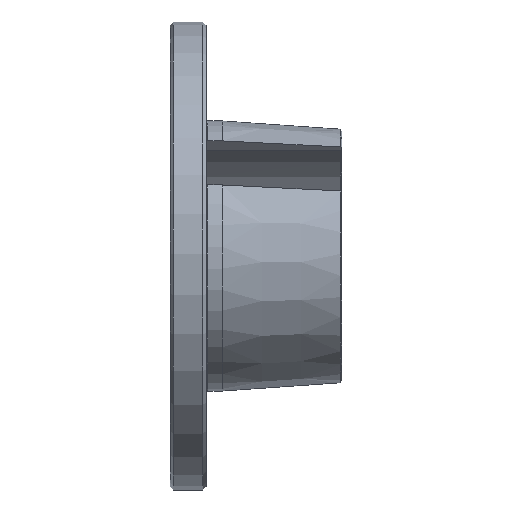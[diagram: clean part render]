
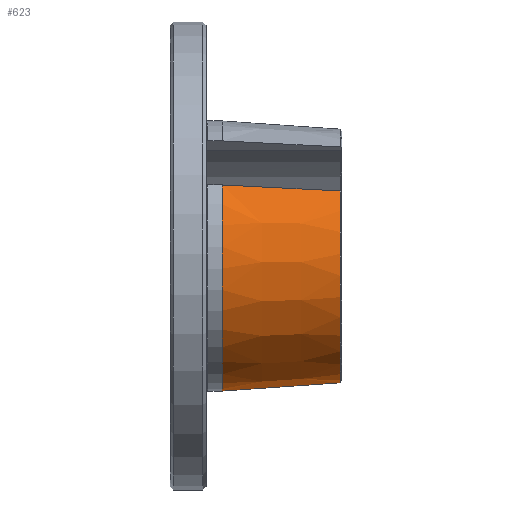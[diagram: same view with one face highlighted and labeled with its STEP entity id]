
A CAD part, top view. The second image highlights one B-rep face of the part: STEP entity #623.
In plain terms, the highlighted conical face has half-angle 4 degrees and reference radius 41.235 mm.
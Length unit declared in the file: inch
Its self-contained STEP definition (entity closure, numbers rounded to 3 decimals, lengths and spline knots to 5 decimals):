
#43 = VERTEX_POINT ( 'NONE', #149 ) ;
#149 = CARTESIAN_POINT ( 'NONE',  ( 2.04729, -1.52399, 0.0315 ) ) ;
#165 = VERTEX_POINT ( 'NONE', #2535 ) ;
#197 = EDGE_CURVE ( 'NONE', #43, #4466, #1892, .T. ) ;
#264 = ORIENTED_EDGE ( 'NONE', *, *, #2618, .T. ) ;
#416 = FACE_OUTER_BOUND ( 'NONE', #1383, .T. ) ;
#419 = ORIENTED_EDGE ( 'NONE', *, *, #2626, .F. ) ;
#623 = ADVANCED_FACE ( 'NONE', ( #416 ), #1327, .T. ) ;
#674 = CARTESIAN_POINT ( 'NONE',  ( 0.62992, -1.62312, 0.0315 ) ) ;
#941 = AXIS2_PLACEMENT_3D ( 'NONE', #4553, #4454, #4564 ) ;
#1045 = AXIS2_PLACEMENT_3D ( 'NONE', #1560, #4214, #2000 ) ;
#1327 = CONICAL_SURFACE ( 'NONE', #941, 1.62343, 0.07 ) ;
#1382 = AXIS2_PLACEMENT_3D ( 'NONE', #4013, #1748, #4345 ) ;
#1383 = EDGE_LOOP ( 'NONE', ( #1594, #3243, #419, #264 ) ) ;
#1560 = CARTESIAN_POINT ( 'NONE',  ( 0.62992, 0., 0. ) ) ;
#1594 = ORIENTED_EDGE ( 'NONE', *, *, #197, .F. ) ;
#1748 = DIRECTION ( 'NONE',  ( -1., 0., 0. ) ) ;
#1892 = B_SPLINE_CURVE_WITH_KNOTS ( 'NONE', 3,
 ( #3253, #2950, #2815, #2842 ),
 .UNSPECIFIED., .F., .F.,
 ( 4, 4 ),
 ( 0., 0.03609 ),
 .UNSPECIFIED. ) ;
#2000 = DIRECTION ( 'NONE',  ( 0., -1., 0. ) ) ;
#2398 = CARTESIAN_POINT ( 'NONE',  ( 1.59061, 0.80286, 1.33319 ) ) ;
#2452 = EDGE_CURVE ( 'NONE', #43, #3594, #2933, .T. ) ;
#2535 = CARTESIAN_POINT ( 'NONE',  ( 0.62992, 0.85172, 1.38205 ) ) ;
#2618 = EDGE_CURVE ( 'NONE', #165, #4466, #2887, .T. ) ;
#2626 = EDGE_CURVE ( 'NONE', #165, #3594, #3023, .T. ) ;
#2815 = CARTESIAN_POINT ( 'NONE',  ( 1.10238, -1.59008, 0.0315 ) ) ;
#2842 = CARTESIAN_POINT ( 'NONE',  ( 0.62992, -1.62312, 0.0315 ) ) ;
#2887 = CIRCLE ( 'NONE', #1045, 1.62343 ) ;
#2933 = CIRCLE ( 'NONE', #1382, 1.52431 ) ;
#2950 = CARTESIAN_POINT ( 'NONE',  ( 1.57484, -1.55703, 0.0315 ) ) ;
#3023 = B_SPLINE_CURVE_WITH_KNOTS ( 'NONE', 3,
 ( #3497, #3862, #2398, #4871 ),
 .UNSPECIFIED., .F., .F.,
 ( 4, 4 ),
 ( 0., 1. ),
 .UNSPECIFIED. ) ;
#3243 = ORIENTED_EDGE ( 'NONE', *, *, #2452, .T. ) ;
#3253 = CARTESIAN_POINT ( 'NONE',  ( 2.04729, -1.52399, 0.0315 ) ) ;
#3497 = CARTESIAN_POINT ( 'NONE',  ( 0.62992, 0.85172, 1.38205 ) ) ;
#3594 = VERTEX_POINT ( 'NONE', #4699 ) ;
#3862 = CARTESIAN_POINT ( 'NONE',  ( 1.11815, 0.82691, 1.35724 ) ) ;
#4013 = CARTESIAN_POINT ( 'NONE',  ( 2.04729, 0., 0. ) ) ;
#4214 = DIRECTION ( 'NONE',  ( 1., 0., 0. ) ) ;
#4345 = DIRECTION ( 'NONE',  ( 0., -1., 0. ) ) ;
#4454 = DIRECTION ( 'NONE',  ( -1., 0., 0. ) ) ;
#4466 = VERTEX_POINT ( 'NONE', #674 ) ;
#4553 = CARTESIAN_POINT ( 'NONE',  ( 0.62992, 0., 0. ) ) ;
#4564 = DIRECTION ( 'NONE',  ( 0., -1., 0. ) ) ;
#4699 = CARTESIAN_POINT ( 'NONE',  ( 2.04729, 0.77956, 1.30989 ) ) ;
#4871 = CARTESIAN_POINT ( 'NONE',  ( 2.04729, 0.77956, 1.30989 ) ) ;
